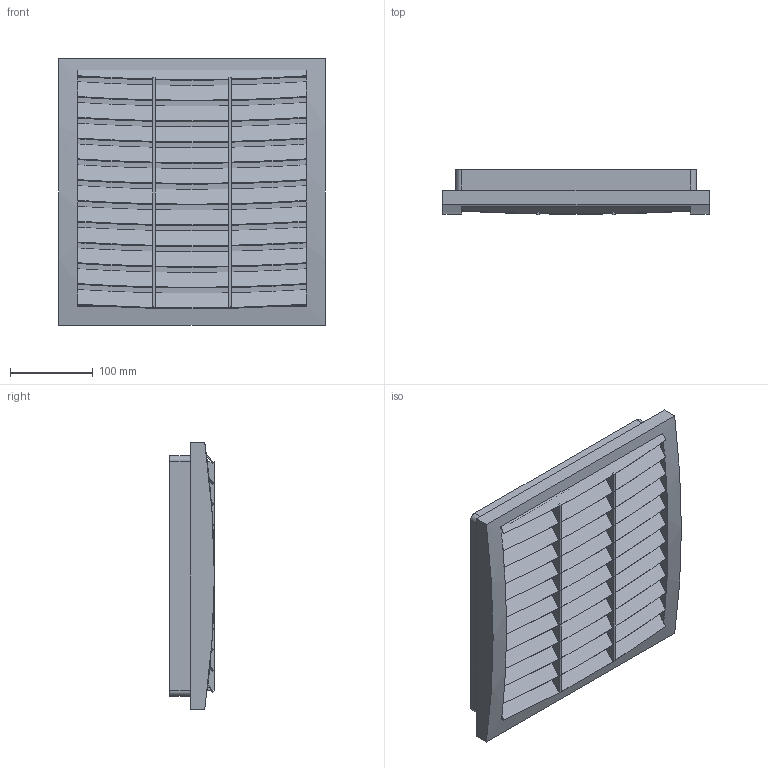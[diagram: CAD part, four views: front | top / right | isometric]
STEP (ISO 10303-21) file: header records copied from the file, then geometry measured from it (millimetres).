
FILE_DESCRIPTION (( 'STEP AP214' ), '1' );
FILE_NAME ('118840-30.STEP', '2019-08-05T13:18:54', ( '' ), ( '' ), 'SwSTEP 2.0', 'SolidWorks 2018', '' );
FILE_SCHEMA (( 'AUTOMOTIVE_DESIGN' ));
Length unit declared in the file: inch
Products named in the file (1): 118840-30
Bounding box: 322 x 54 x 322 mm (x, y, z)
Volume: 1651336.4 mm3; surface area: 598448.7 mm2
Topology: 1 solids, 1 shells, 565 faces, 1708 edges, 1132 vertices
Faces by surface type: plane 301, cylinder 264
Entity records: 19834 total; most frequent: ORIENTED_EDGE 3416, CARTESIAN_POINT 3406, DIRECTION 3384, EDGE_CURVE 1708, LINE 1164, VECTOR 1164, VERTEX_POINT 1132, AXIS2_PLACEMENT_3D 1110
